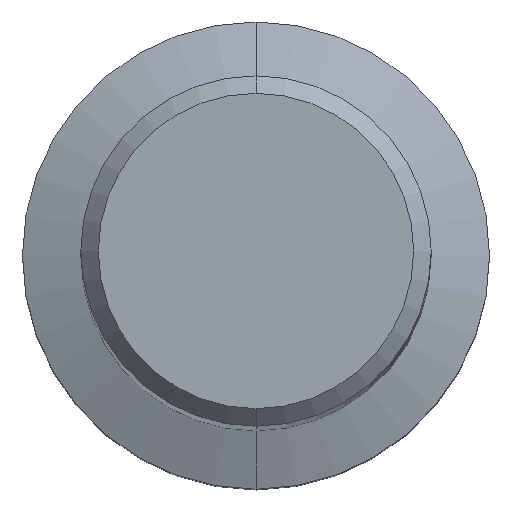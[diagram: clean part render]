
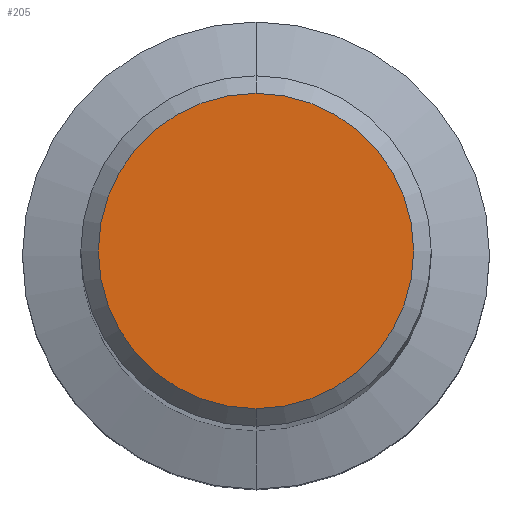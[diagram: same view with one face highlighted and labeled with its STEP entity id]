
A CAD part, top view. The second image highlights one B-rep face of the part: STEP entity #205.
In plain terms, the highlighted planar face has unit normal (0, 0, 1).
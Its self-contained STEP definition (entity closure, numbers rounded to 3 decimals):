
#191=VERTEX_POINT('',#401);
#205=ADVANCED_FACE('',(#417),#418,.T.);
#231=EDGE_CURVE('',#271,#191,#446,.T.);
#261=EDGE_CURVE('',#191,#271,#479,.T.);
#271=VERTEX_POINT('',#490);
#401=CARTESIAN_POINT('',(0.,-5.4,0.0));
#417=FACE_OUTER_BOUND('',#653,.T.);
#418=PLANE('',#654);
#446=CIRCLE('',#695,5.4);
#479=CIRCLE('',#738,5.4);
#490=CARTESIAN_POINT('',(0.0,5.4,0.0));
#653=EDGE_LOOP('',(#922,#923));
#654=AXIS2_PLACEMENT_3D('',#924,#925,#926);
#695=AXIS2_PLACEMENT_3D('',#959,#960,#961);
#738=AXIS2_PLACEMENT_3D('',#1003,#1004,#1005);
#922=ORIENTED_EDGE('',*,*,#231,.F.);
#923=ORIENTED_EDGE('',*,*,#261,.F.);
#924=CARTESIAN_POINT('',(0.0,2.7,0.0));
#925=DIRECTION('',(-0.0,0.0,1.0));
#926=DIRECTION('',(0.0,-1.0,0.0));
#959=CARTESIAN_POINT('',(0.0,0.0,0.0));
#960=DIRECTION('',(0.0,0.0,-1.0));
#961=DIRECTION('',(0.0,1.0,0.0));
#1003=CARTESIAN_POINT('',(0.0,0.0,0.0));
#1004=DIRECTION('',(0.0,0.0,-1.0));
#1005=DIRECTION('',(0.0,1.0,0.0));
